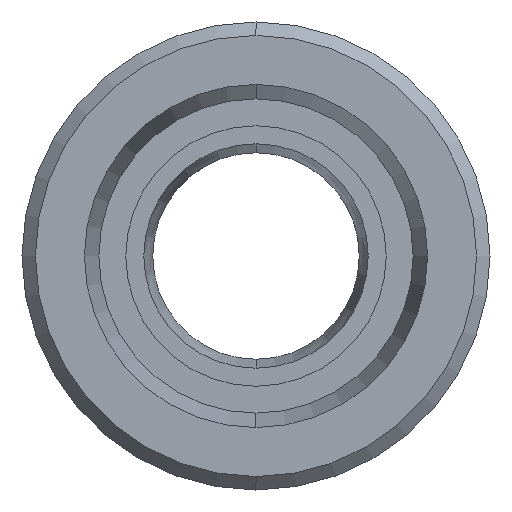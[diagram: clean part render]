
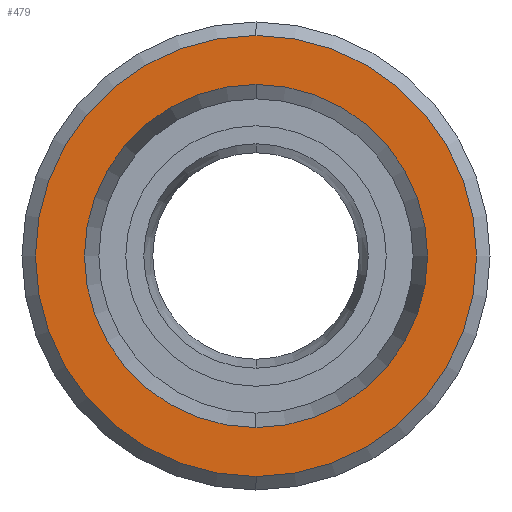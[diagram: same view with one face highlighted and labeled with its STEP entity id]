
A CAD part, left-side view. The second image highlights one B-rep face of the part: STEP entity #479.
In plain terms, the highlighted planar face has unit normal (-1, 0, 0).
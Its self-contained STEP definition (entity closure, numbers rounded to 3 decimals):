
#21 = ORIENTED_EDGE ( 'NONE', *, *, #1073, .F. ) ;
#83 = EDGE_CURVE ( 'NONE', #107, #894, #557, .T. ) ;
#107 = VERTEX_POINT ( 'NONE', #862 ) ;
#203 = EDGE_LOOP ( 'NONE', ( #1036, #706 ) ) ;
#253 = AXIS2_PLACEMENT_3D ( 'NONE', #566, #1035, #939 ) ;
#261 = DIRECTION ( 'NONE',  ( 0., 0., 1. ) ) ;
#288 = CARTESIAN_POINT ( 'NONE',  ( -48.631, 0., 0. ) ) ;
#301 = EDGE_CURVE ( 'NONE', #680, #979, #569, .T. ) ;
#316 = DIRECTION ( 'NONE',  ( -1., 0., 0. ) ) ;
#321 = FACE_OUTER_BOUND ( 'NONE', #203, .T. ) ;
#334 = PLANE ( 'NONE',  #253 ) ;
#379 = EDGE_CURVE ( 'NONE', #894, #107, #726, .T. ) ;
#395 = DIRECTION ( 'NONE',  ( 0., 0., 1. ) ) ;
#398 = DIRECTION ( 'NONE',  ( 0., 0., 1. ) ) ;
#479 = ADVANCED_FACE ( 'NONE', ( #321, #1028 ), #334, .T. ) ;
#509 = DIRECTION ( 'NONE',  ( -1., 0., 0. ) ) ;
#544 = ORIENTED_EDGE ( 'NONE', *, *, #301, .F. ) ;
#551 = AXIS2_PLACEMENT_3D ( 'NONE', #716, #1067, #628 ) ;
#556 = DIRECTION ( 'NONE',  ( -1., 0., 0. ) ) ;
#557 = CIRCLE ( 'NONE', #858, 24.561 ) ;
#566 = CARTESIAN_POINT ( 'NONE',  ( -48.631, 0., 0. ) ) ;
#569 = CIRCLE ( 'NONE', #551, 19.108 ) ;
#577 = CARTESIAN_POINT ( 'NONE',  ( -48.631, 0., -24.561 ) ) ;
#581 = AXIS2_PLACEMENT_3D ( 'NONE', #288, #556, #395 ) ;
#610 = AXIS2_PLACEMENT_3D ( 'NONE', #1096, #316, #398 ) ;
#628 = DIRECTION ( 'NONE',  ( 0., 0., 1. ) ) ;
#680 = VERTEX_POINT ( 'NONE', #981 ) ;
#706 = ORIENTED_EDGE ( 'NONE', *, *, #83, .T. ) ;
#716 = CARTESIAN_POINT ( 'NONE',  ( -48.631, 0., 0. ) ) ;
#726 = CIRCLE ( 'NONE', #610, 24.561 ) ;
#858 = AXIS2_PLACEMENT_3D ( 'NONE', #1047, #509, #261 ) ;
#862 = CARTESIAN_POINT ( 'NONE',  ( -48.631, 0., 24.561 ) ) ;
#868 = CARTESIAN_POINT ( 'NONE',  ( -48.631, 0., -19.108 ) ) ;
#894 = VERTEX_POINT ( 'NONE', #577 ) ;
#939 = DIRECTION ( 'NONE',  ( 0., 0., 1. ) ) ;
#979 = VERTEX_POINT ( 'NONE', #868 ) ;
#981 = CARTESIAN_POINT ( 'NONE',  ( -48.631, 0., 19.108 ) ) ;
#1011 = CIRCLE ( 'NONE', #581, 19.108 ) ;
#1022 = EDGE_LOOP ( 'NONE', ( #544, #21 ) ) ;
#1028 = FACE_BOUND ( 'NONE', #1022, .T. ) ;
#1035 = DIRECTION ( 'NONE',  ( -1., 0., 0. ) ) ;
#1036 = ORIENTED_EDGE ( 'NONE', *, *, #379, .T. ) ;
#1047 = CARTESIAN_POINT ( 'NONE',  ( -48.631, 0., 0. ) ) ;
#1067 = DIRECTION ( 'NONE',  ( -1., 0., 0. ) ) ;
#1073 = EDGE_CURVE ( 'NONE', #979, #680, #1011, .T. ) ;
#1096 = CARTESIAN_POINT ( 'NONE',  ( -48.631, 0., 0. ) ) ;
